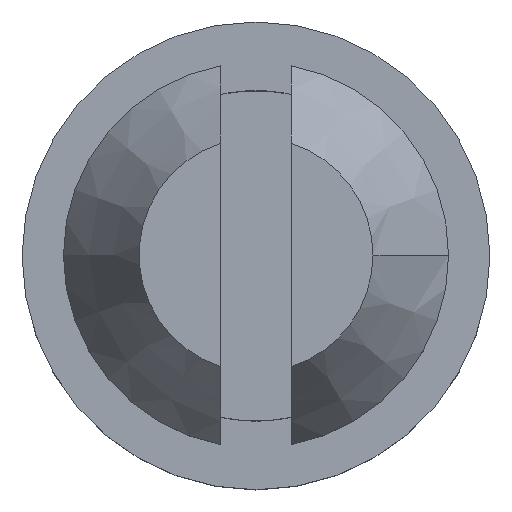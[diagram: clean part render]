
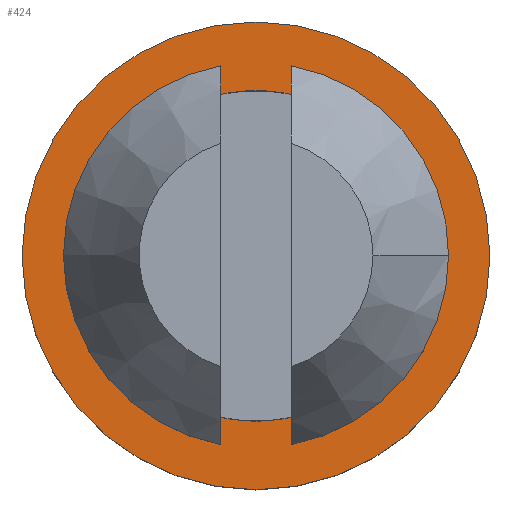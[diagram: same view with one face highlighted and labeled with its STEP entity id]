
A CAD part, top view. The second image highlights one B-rep face of the part: STEP entity #424.
In plain terms, the highlighted planar face has unit normal (0, 0, 1).
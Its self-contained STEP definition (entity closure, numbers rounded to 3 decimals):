
#35 = VERTEX_POINT('',#36);
#36 = CARTESIAN_POINT('',(2.12,0.,-4.6));
#42 = CYLINDRICAL_SURFACE('',#43,2.12);
#43 = AXIS2_PLACEMENT_3D('',#44,#45,#46);
#44 = CARTESIAN_POINT('',(0.,0.,0.));
#45 = DIRECTION('',(0.,0.,-1.));
#46 = DIRECTION('',(1.,0.,0.));
#61 = EDGE_CURVE('',#35,#35,#62,.T.);
#62 = SURFACE_CURVE('',#63,(#68,#97),.PCURVE_S1.);
#63 = CIRCLE('',#64,2.12);
#64 = AXIS2_PLACEMENT_3D('',#65,#66,#67);
#65 = CARTESIAN_POINT('',(0.,0.,-4.6));
#66 = DIRECTION('',(-0.,0.,1.));
#67 = DIRECTION('',(1.,0.,0.));
#68 = PCURVE('',#42,#69);
#69 = DEFINITIONAL_REPRESENTATION('',(#70),#96);
#70 = B_SPLINE_CURVE_WITH_KNOTS('',3,(#71,#72,#73,#74,#75,#76,#77,#78,
    #79,#80,#81,#82,#83,#84,#85,#86,#87,#88,#89,#90,#91,#92,#93,#94,#95)
  ,.UNSPECIFIED.,.F.,.F.,(4,1,1,1,1,1,1,1,1,1,1,1,1,1,1,1,1,1,1,1,1,1,4)
  ,(0.,0.286,0.571,0.857,1.142,
    1.428,1.714,1.999,2.285,
    2.57,2.856,3.142,3.427,
    3.713,3.998,4.284,4.57,
    4.855,5.141,5.426,5.712,
    5.998,6.283),.QUASI_UNIFORM_KNOTS.);
#71 = CARTESIAN_POINT('',(0.,4.6));
#72 = CARTESIAN_POINT('',(-0.095,4.6));
#73 = CARTESIAN_POINT('',(-0.286,4.6));
#74 = CARTESIAN_POINT('',(-0.571,4.6));
#75 = CARTESIAN_POINT('',(-0.857,4.6));
#76 = CARTESIAN_POINT('',(-1.142,4.6));
#77 = CARTESIAN_POINT('',(-1.428,4.6));
#78 = CARTESIAN_POINT('',(-1.714,4.6));
#79 = CARTESIAN_POINT('',(-1.999,4.6));
#80 = CARTESIAN_POINT('',(-2.285,4.6));
#81 = CARTESIAN_POINT('',(-2.57,4.6));
#82 = CARTESIAN_POINT('',(-2.856,4.6));
#83 = CARTESIAN_POINT('',(-3.142,4.6));
#84 = CARTESIAN_POINT('',(-3.427,4.6));
#85 = CARTESIAN_POINT('',(-3.713,4.6));
#86 = CARTESIAN_POINT('',(-3.998,4.6));
#87 = CARTESIAN_POINT('',(-4.284,4.6));
#88 = CARTESIAN_POINT('',(-4.57,4.6));
#89 = CARTESIAN_POINT('',(-4.855,4.6));
#90 = CARTESIAN_POINT('',(-5.141,4.6));
#91 = CARTESIAN_POINT('',(-5.426,4.6));
#92 = CARTESIAN_POINT('',(-5.712,4.6));
#93 = CARTESIAN_POINT('',(-5.998,4.6));
#94 = CARTESIAN_POINT('',(-6.188,4.6));
#95 = CARTESIAN_POINT('',(-6.283,4.6));
#96 = ( GEOMETRIC_REPRESENTATION_CONTEXT(2) 
PARAMETRIC_REPRESENTATION_CONTEXT() REPRESENTATION_CONTEXT('2D SPACE',''
  ) );
#97 = PCURVE('',#98,#103);
#98 = PLANE('',#99);
#99 = AXIS2_PLACEMENT_3D('',#100,#101,#102);
#100 = CARTESIAN_POINT('',(0.,0.,-4.6));
#101 = DIRECTION('',(0.,0.,1.));
#102 = DIRECTION('',(1.,0.,0.));
#103 = DEFINITIONAL_REPRESENTATION('',(#104),#108);
#104 = CIRCLE('',#105,2.12);
#105 = AXIS2_PLACEMENT_2D('',#106,#107);
#106 = CARTESIAN_POINT('',(0.,0.));
#107 = DIRECTION('',(1.,-0.));
#108 = ( GEOMETRIC_REPRESENTATION_CONTEXT(2) 
PARAMETRIC_REPRESENTATION_CONTEXT() REPRESENTATION_CONTEXT('2D SPACE',''
  ) );
#424 = ADVANCED_FACE('',(#425,#428),#98,.T.);
#425 = FACE_BOUND('',#426,.F.);
#426 = EDGE_LOOP('',(#427));
#427 = ORIENTED_EDGE('',*,*,#61,.T.);
#428 = FACE_BOUND('',#429,.F.);
#429 = EDGE_LOOP('',(#430));
#430 = ORIENTED_EDGE('',*,*,#431,.F.);
#431 = EDGE_CURVE('',#432,#432,#434,.T.);
#432 = VERTEX_POINT('',#433);
#433 = CARTESIAN_POINT('',(3.,0.,-4.6));
#434 = SURFACE_CURVE('',#435,(#440,#447),.PCURVE_S1.);
#435 = CIRCLE('',#436,3.);
#436 = AXIS2_PLACEMENT_3D('',#437,#438,#439);
#437 = CARTESIAN_POINT('',(0.,0.,-4.6));
#438 = DIRECTION('',(-0.,0.,1.));
#439 = DIRECTION('',(1.,0.,0.));
#440 = PCURVE('',#98,#441);
#441 = DEFINITIONAL_REPRESENTATION('',(#442),#446);
#442 = CIRCLE('',#443,3.);
#443 = AXIS2_PLACEMENT_2D('',#444,#445);
#444 = CARTESIAN_POINT('',(0.,0.));
#445 = DIRECTION('',(1.,-0.));
#446 = ( GEOMETRIC_REPRESENTATION_CONTEXT(2) 
PARAMETRIC_REPRESENTATION_CONTEXT() REPRESENTATION_CONTEXT('2D SPACE',''
  ) );
#447 = PCURVE('',#448,#453);
#448 = CYLINDRICAL_SURFACE('',#449,3.);
#449 = AXIS2_PLACEMENT_3D('',#450,#451,#452);
#450 = CARTESIAN_POINT('',(0.,0.,-4.6));
#451 = DIRECTION('',(0.,0.,-1.));
#452 = DIRECTION('',(1.,0.,0.));
#453 = DEFINITIONAL_REPRESENTATION('',(#454),#458);
#454 = LINE('',#455,#456);
#455 = CARTESIAN_POINT('',(-0.,0.));
#456 = VECTOR('',#457,1.);
#457 = DIRECTION('',(-1.,0.));
#458 = ( GEOMETRIC_REPRESENTATION_CONTEXT(2) 
PARAMETRIC_REPRESENTATION_CONTEXT() REPRESENTATION_CONTEXT('2D SPACE',''
  ) );
